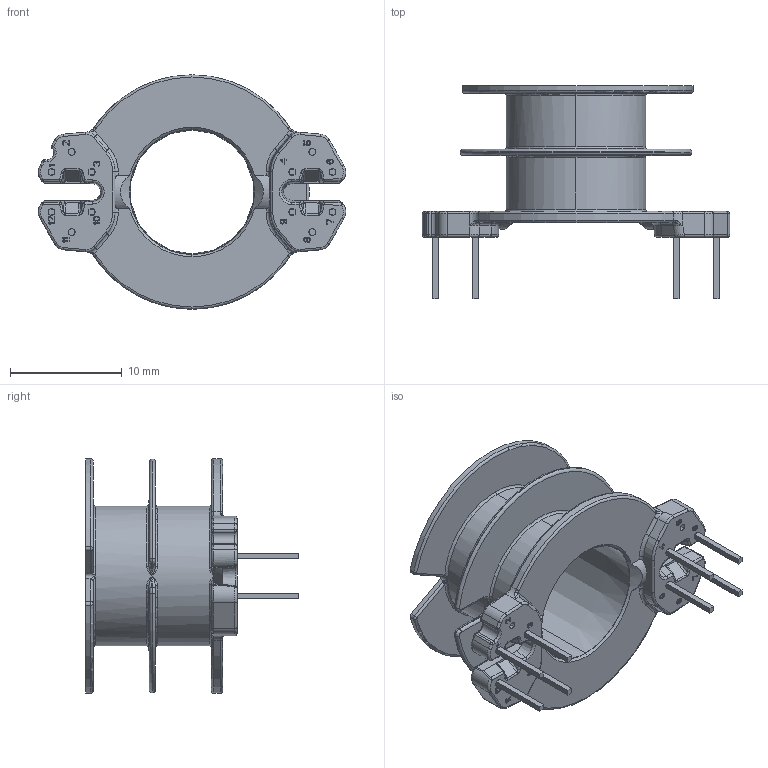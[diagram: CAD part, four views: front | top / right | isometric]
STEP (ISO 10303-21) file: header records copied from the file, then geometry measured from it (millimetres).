
FILE_DESCRIPTION((''),'2;1');
FILE_NAME('C61035-A0050-B211_RM10_SW','2021-03-11T',('EE4793'),(''),'PRO/ENGINEER BY PARAMETRIC TECHNOLOGY CORPORATION, 2014000','PRO/ENGINEER BY PARAMETRIC TECHNOLOGY CORPORATION, 2014000','');
FILE_SCHEMA(('AUTOMOTIVE_DESIGN { 1 0 10303 214 1 1 1 1 }'));
Length unit declared in the file: millimetre
Products named in the file (1): C61035-A0050-B211_RM10_SW
Bounding box: 27.54 x 19.08 x 21 mm (x, y, z)
Volume: 962.8 mm3; surface area: 2617.1 mm2
Topology: 1 solids, 1 shells, 1032 faces, 2762 edges, 1756 vertices
Faces by surface type: plane 660, cylinder 202, bspline 64, torus 61, sphere 20, cone 16, extrusion 9
Entity records: 38133 total; most frequent: CARTESIAN_POINT 12597, ORIENTED_EDGE 5480, DIRECTION 5009, EDGE_CURVE 2740, VECTOR 2019, LINE 2010, VERTEX_POINT 1756, AXIS2_PLACEMENT_3D 1495
